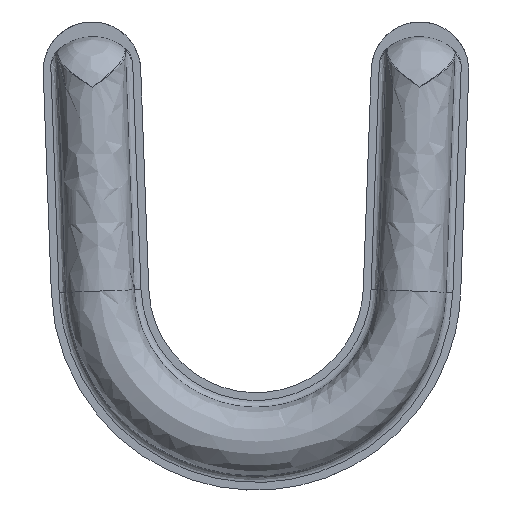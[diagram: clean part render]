
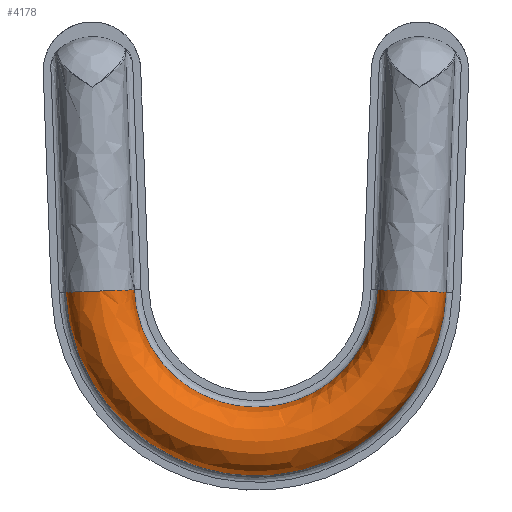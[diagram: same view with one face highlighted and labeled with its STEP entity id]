
A CAD part, top view. The second image highlights one B-rep face of the part: STEP entity #4178.
In plain terms, the highlighted free-form (B-spline) face has degree [2, 2] with [5, 5] control points.
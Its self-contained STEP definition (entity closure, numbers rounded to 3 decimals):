
#4060=CARTESIAN_POINT('',(-19.487,20.286,2.5));
#4061=VERTEX_POINT('',#4060);
#4068=CARTESIAN_POINT('',(19.487,20.286,2.5));
#4069=VERTEX_POINT('',#4068);
#4075=CARTESIAN_POINT('',(-19.487,20.286,2.5));
#4076=CARTESIAN_POINT('',(-18.799,1.5,2.5));
#4077=CARTESIAN_POINT('',(0.,1.5,2.5));
#4078=CARTESIAN_POINT('',(18.799,1.5,2.5));
#4079=CARTESIAN_POINT('',(19.487,20.286,2.5));
#4087=(BOUNDED_CURVE()B_SPLINE_CURVE(2,(#4075,#4076,#4077,#4078,#4079),.UNSPECIFIED.,.F.,.U.)B_SPLINE_CURVE_WITH_KNOTS((3,2,3),(0.0,0.5,1.0),.UNSPECIFIED.)CURVE()GEOMETRIC_REPRESENTATION_ITEM()RATIONAL_B_SPLINE_CURVE((1.0,0.72,1.0,0.72,1.0))REPRESENTATION_ITEM(''));
#4088=EDGE_CURVE('',#4061,#4069,#4087,.T.);
#4093=CARTESIAN_POINT('',(-19.362,22.998,2.003));
#4094=CARTESIAN_POINT('',(-21.576,1.535,2.003));
#4095=CARTESIAN_POINT('',(0.,1.535,2.003));
#4096=CARTESIAN_POINT('',(21.576,1.535,2.003));
#4097=CARTESIAN_POINT('',(19.362,22.998,2.003));
#4098=CARTESIAN_POINT('',(-19.928,23.056,5.975));
#4099=CARTESIAN_POINT('',(-22.208,0.966,5.975));
#4100=CARTESIAN_POINT('',(0.,0.966,5.975));
#4101=CARTESIAN_POINT('',(22.208,0.966,5.975));
#4102=CARTESIAN_POINT('',(19.928,23.056,5.975));
#4103=CARTESIAN_POINT('',(-15.937,22.644,6.));
#4104=CARTESIAN_POINT('',(-17.76,4.978,6.));
#4105=CARTESIAN_POINT('',(0.,4.978,6.));
#4106=CARTESIAN_POINT('',(17.76,4.978,6.));
#4107=CARTESIAN_POINT('',(15.937,22.644,6.));
#4108=CARTESIAN_POINT('',(-11.898,22.228,6.025));
#4109=CARTESIAN_POINT('',(-13.259,9.038,6.025));
#4110=CARTESIAN_POINT('',(0.,9.038,6.025));
#4111=CARTESIAN_POINT('',(13.259,9.038,6.025));
#4112=CARTESIAN_POINT('',(11.898,22.228,6.025));
#4113=CARTESIAN_POINT('',(-12.469,22.287,2.006));
#4114=CARTESIAN_POINT('',(-13.895,8.465,2.006));
#4115=CARTESIAN_POINT('',(0.,8.465,2.006));
#4116=CARTESIAN_POINT('',(13.895,8.465,2.006));
#4117=CARTESIAN_POINT('',(12.469,22.287,2.006));
#4125=(BOUNDED_SURFACE()B_SPLINE_SURFACE(2,2,((#4093,#4098,#4103,#4108,#4113),(#4094,#4099,#4104,#4109,#4114),(#4095,#4100,#4105,#4110,#4115),(#4096,#4101,#4106,#4111,#4116),(#4097,#4102,#4107,#4112,#4117)),.UNSPECIFIED.,.F.,.F.,.U.)B_SPLINE_SURFACE_WITH_KNOTS((3,2,3),(3,2,3),(0.0,34.62,69.24),(0.0,6.366,12.781),.UNSPECIFIED.)GEOMETRIC_REPRESENTATION_ITEM()RATIONAL_B_SPLINE_SURFACE(((0.979,0.647,0.991,0.645,0.984),(0.659,0.436,0.667,0.434,0.662),(0.988,0.653,1.0,0.651,0.993),(0.659,0.436,0.667,0.434,0.662),(0.979,0.647,0.991,0.645,0.984)))REPRESENTATION_ITEM('')SURFACE());
#4126=ORIENTED_EDGE('',*,*,#4088,.T.);
#4127=CARTESIAN_POINT('',(12.492,20.542,2.5));
#4128=VERTEX_POINT('',#4127);
#4129=CARTESIAN_POINT('',(12.492,20.542,2.5));
#4130=CARTESIAN_POINT('',(12.492,20.542,6.0));
#4131=CARTESIAN_POINT('',(15.989,20.414,6.0));
#4132=CARTESIAN_POINT('',(19.487,20.286,6.0));
#4133=CARTESIAN_POINT('',(19.487,20.286,2.5));
#4141=(BOUNDED_CURVE()B_SPLINE_CURVE(2,(#4129,#4130,#4131,#4132,#4133),.UNSPECIFIED.,.F.,.U.)B_SPLINE_CURVE_WITH_KNOTS((3,2,3),(0.0,0.5,1.0),.UNSPECIFIED.)CURVE()GEOMETRIC_REPRESENTATION_ITEM()RATIONAL_B_SPLINE_CURVE((1.0,0.707,1.0,0.707,1.0))REPRESENTATION_ITEM(''));
#4142=EDGE_CURVE('',#4128,#4069,#4141,.T.);
#4143=ORIENTED_EDGE('',*,*,#4142,.F.);
#4144=CARTESIAN_POINT('',(-12.492,20.542,2.5));
#4145=VERTEX_POINT('',#4144);
#4146=CARTESIAN_POINT('',(-12.492,20.542,2.5));
#4147=CARTESIAN_POINT('',(-12.05,8.5,2.5));
#4148=CARTESIAN_POINT('',(0.,8.5,2.5));
#4149=CARTESIAN_POINT('',(12.05,8.5,2.5));
#4150=CARTESIAN_POINT('',(12.492,20.542,2.5));
#4158=(BOUNDED_CURVE()B_SPLINE_CURVE(2,(#4146,#4147,#4148,#4149,#4150),.UNSPECIFIED.,.F.,.U.)B_SPLINE_CURVE_WITH_KNOTS((3,2,3),(0.0,0.5,1.0),.UNSPECIFIED.)CURVE()GEOMETRIC_REPRESENTATION_ITEM()RATIONAL_B_SPLINE_CURVE((1.0,0.72,1.0,0.72,1.0))REPRESENTATION_ITEM(''));
#4159=EDGE_CURVE('',#4145,#4128,#4158,.T.);
#4160=ORIENTED_EDGE('',*,*,#4159,.F.);
#4161=CARTESIAN_POINT('',(-12.492,20.542,2.5));
#4162=CARTESIAN_POINT('',(-12.492,20.542,6.0));
#4163=CARTESIAN_POINT('',(-15.989,20.414,6.0));
#4164=CARTESIAN_POINT('',(-19.487,20.286,6.0));
#4165=CARTESIAN_POINT('',(-19.487,20.286,2.5));
#4173=(BOUNDED_CURVE()B_SPLINE_CURVE(2,(#4161,#4162,#4163,#4164,#4165),.UNSPECIFIED.,.F.,.U.)B_SPLINE_CURVE_WITH_KNOTS((3,2,3),(0.0,0.5,1.0),.UNSPECIFIED.)CURVE()GEOMETRIC_REPRESENTATION_ITEM()RATIONAL_B_SPLINE_CURVE((1.0,0.707,1.0,0.707,1.0))REPRESENTATION_ITEM(''));
#4174=EDGE_CURVE('',#4145,#4061,#4173,.T.);
#4175=ORIENTED_EDGE('',*,*,#4174,.T.);
#4176=EDGE_LOOP('',(#4126,#4143,#4160,#4175));
#4177=FACE_OUTER_BOUND('',#4176,.T.);
#4178=ADVANCED_FACE('',(#4177),#4125,.T.);
